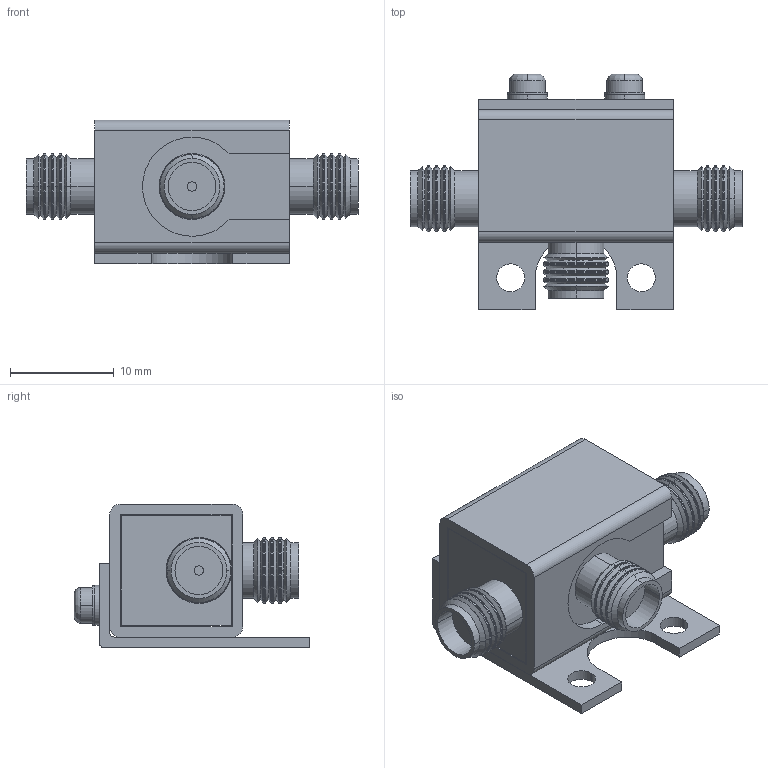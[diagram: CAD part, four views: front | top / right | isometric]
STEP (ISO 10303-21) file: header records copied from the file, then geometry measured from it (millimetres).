
FILE_DESCRIPTION (( 'STEP AP214' ), '1' );
FILE_NAME ('FL905.STEP', '2022-10-10T12:25:10', ( '' ), ( '' ), 'SwSTEP 2.0', 'SolidWorks 2020', '' );
FILE_SCHEMA (( 'AUTOMOTIVE_DESIGN' ));
Length unit declared in the file: inch
Products named in the file (1): FL905
Bounding box: 32 x 22.73 x 13.84 mm (x, y, z)
Volume: 3751.4 mm3; surface area: 4441.2 mm2
Topology: 5 solids, 5 shells, 234 faces, 556 edges, 348 vertices
Faces by surface type: cylinder 80, cone 60, plane 54, bspline 40
Entity records: 8712 total; most frequent: CARTESIAN_POINT 3079, DIRECTION 1262, ORIENTED_EDGE 1112, EDGE_CURVE 556, AXIS2_PLACEMENT_3D 519, VERTEX_POINT 348, CIRCLE 324, EDGE_LOOP 260
